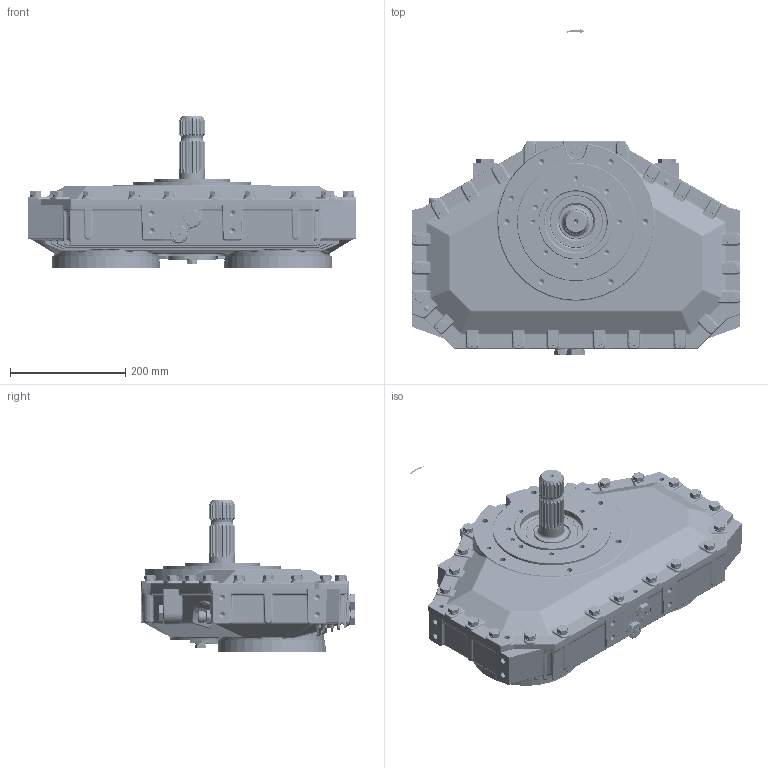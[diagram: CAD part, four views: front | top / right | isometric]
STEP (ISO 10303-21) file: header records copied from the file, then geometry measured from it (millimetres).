
FILE_DESCRIPTION (( 'STEP AP214' ), '1' );
FILE_NAME ('1029015F.STEP', '2016-04-21T14:22:09', ( '' ), ( '' ), 'SwSTEP 2.0', 'SolidWorks 2007', '' );
FILE_SCHEMA (( 'AUTOMOTIVE_DESIGN' ));
Length unit declared in the file: millimetre
Products named in the file (9): ITam220-002_rev00-installation; ITB00310000_rev01-installation; IT1041103_rev00-installation; IT4588040_rev00-installation; IT2021217_rev05-installation; IT1041364_rev00-installation; ITam220-018_rev00-installation; IT0000200_rev00-installation; 1029015F
Assembly tree (10 placements, depth 2):
  1029015F
    IT4588040_rev00-installation
    IT1041103_rev00-installation  x2
    ITam220-002_rev00-installation
    IT0000200_rev00-installation
    ITam220-018_rev00-installation
    IT2021217_rev05-installation  x2
    IT1041364_rev00-installation
    ITB00310000_rev01-installation
Bounding box: 570 x 565.04 x 262.5 mm (x, y, z)
Volume: 16837534.3 mm3; surface area: 1861779.2 mm2
Topology: 118 solids, 130 shells, 6842 faces, 16638 edges, 10262 vertices
Faces by surface type: plane 2454, cylinder 2167, bspline 1299, cone 479, torus 313, sphere 130
Entity records: 283738 total; most frequent: CARTESIAN_POINT 84718, ORIENTED_EDGE 28605, DIRECTION 25778, EDGE_CURVE 14308, AXIS2_PLACEMENT_3D 9579, VERTEX_POINT 8870, VECTOR 6620, LINE 6620
